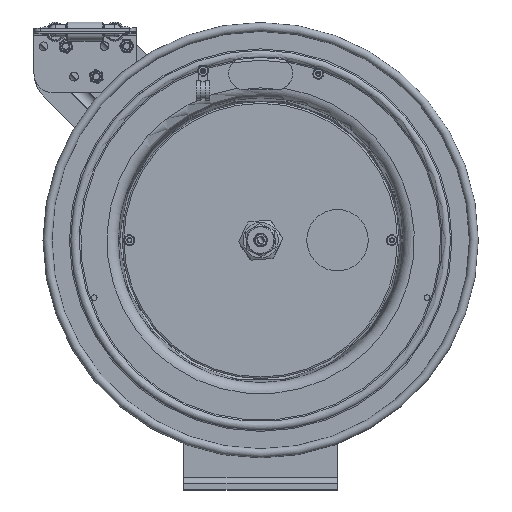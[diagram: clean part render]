
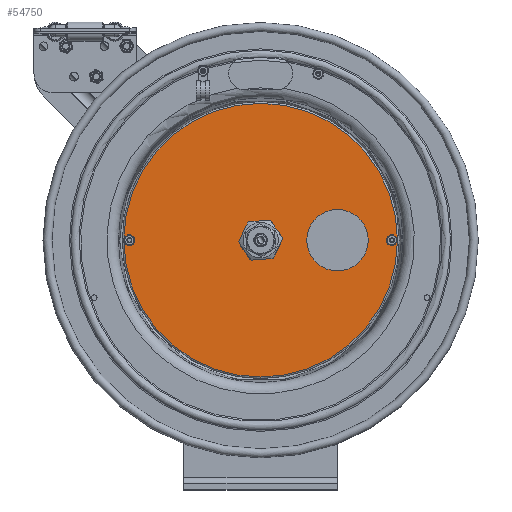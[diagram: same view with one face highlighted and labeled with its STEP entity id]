
A CAD part, top view. The second image highlights one B-rep face of the part: STEP entity #54750.
In plain terms, the highlighted planar face has unit normal (0, 0, 1).
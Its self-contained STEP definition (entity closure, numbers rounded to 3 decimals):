
#1296=FACE_BOUND('',#19016,.T.);
#1297=FACE_BOUND('',#19017,.T.);
#1298=FACE_BOUND('',#19018,.T.);
#2261=PLANE('',#58882);
#16795=FACE_OUTER_BOUND('',#19015,.T.);
#19015=EDGE_LOOP('',(#51067,#51068));
#19016=EDGE_LOOP('',(#51069));
#19017=EDGE_LOOP('',(#51070));
#19018=EDGE_LOOP('',(#51071));
#20989=CIRCLE('',#58879,5.345);
#20990=CIRCLE('',#58880,5.345);
#20992=CIRCLE('',#58883,0.1);
#20993=CIRCLE('',#58884,0.1);
#20994=CIRCLE('',#58885,0.65);
#28769=VERTEX_POINT('',#102225);
#28770=VERTEX_POINT('',#102226);
#28771=VERTEX_POINT('',#102231);
#28772=VERTEX_POINT('',#102233);
#28773=VERTEX_POINT('',#102235);
#38275=EDGE_CURVE('',#28769,#28770,#20989,.T.);
#38276=EDGE_CURVE('',#28770,#28769,#20990,.T.);
#38278=EDGE_CURVE('',#28771,#28771,#20992,.T.);
#38279=EDGE_CURVE('',#28772,#28772,#20993,.T.);
#38280=EDGE_CURVE('',#28773,#28773,#20994,.T.);
#51067=ORIENTED_EDGE('',*,*,#38275,.T.);
#51068=ORIENTED_EDGE('',*,*,#38276,.T.);
#51069=ORIENTED_EDGE('',*,*,#38278,.T.);
#51070=ORIENTED_EDGE('',*,*,#38279,.T.);
#51071=ORIENTED_EDGE('',*,*,#38280,.T.);
#54750=ADVANCED_FACE('',(#16795,#1296,#1297,#1298),#2261,.T.);
#58879=AXIS2_PLACEMENT_3D('',#102227,#71518,#71519);
#58880=AXIS2_PLACEMENT_3D('',#102228,#71520,#71521);
#58882=AXIS2_PLACEMENT_3D('',#102230,#71524,#71525);
#58883=AXIS2_PLACEMENT_3D('',#102232,#71526,#71527);
#58884=AXIS2_PLACEMENT_3D('',#102234,#71528,#71529);
#58885=AXIS2_PLACEMENT_3D('',#102236,#71530,#71531);
#71518=DIRECTION('center_axis',(0.,0.,
1.));
#71519=DIRECTION('ref_axis',(0.,-1.,0.));
#71520=DIRECTION('center_axis',(0.,0.,
1.));
#71521=DIRECTION('ref_axis',(0.,-1.,0.));
#71524=DIRECTION('center_axis',(0.,0.,
1.));
#71525=DIRECTION('ref_axis',(-1.,0.,0.));
#71526=DIRECTION('center_axis',(0.,0.,
-1.));
#71527=DIRECTION('ref_axis',(0.,-1.,0.));
#71528=DIRECTION('center_axis',(0.,0.,
-1.));
#71529=DIRECTION('ref_axis',(0.,-1.,0.));
#71530=DIRECTION('center_axis',(0.,0.,
-1.));
#71531=DIRECTION('ref_axis',(0.,1.,0.));
#102225=CARTESIAN_POINT('',(-0.031,-4.889,3.144));
#102226=CARTESIAN_POINT('',(5.314,0.456,3.144));
#102227=CARTESIAN_POINT('Origin',(-0.031,0.456,
3.144));
#102228=CARTESIAN_POINT('Origin',(-0.031,0.456,
3.144));
#102230=CARTESIAN_POINT('Origin',(-0.031,-2.216,
3.144));
#102231=CARTESIAN_POINT('',(-5.156,0.356,3.144));
#102232=CARTESIAN_POINT('Origin',(-5.156,0.456,3.144));
#102233=CARTESIAN_POINT('',(5.094,0.356,3.144));
#102234=CARTESIAN_POINT('Origin',(5.094,0.456,3.144));
#102235=CARTESIAN_POINT('',(-0.031,-0.194,3.144));
#102236=CARTESIAN_POINT('Origin',(-0.031,0.456,
3.144));
